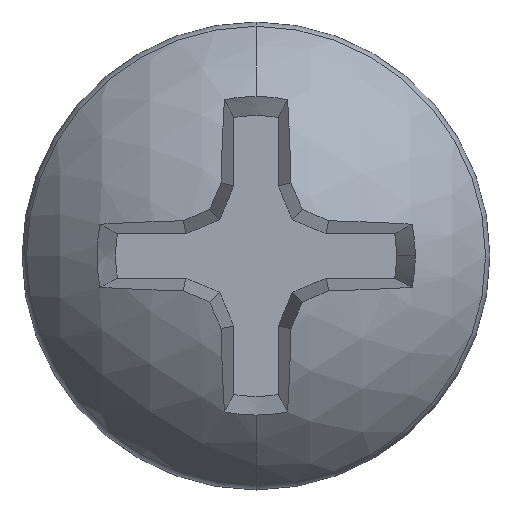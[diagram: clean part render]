
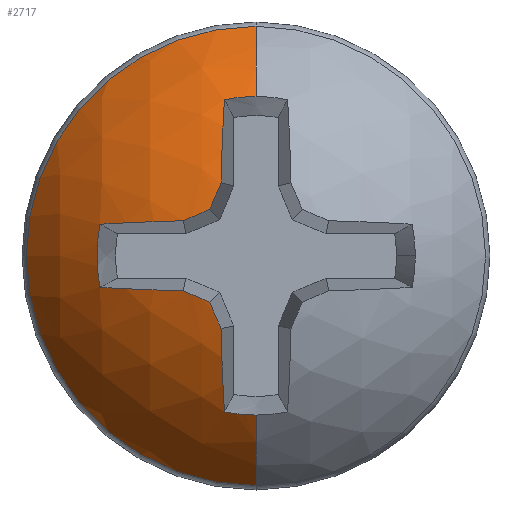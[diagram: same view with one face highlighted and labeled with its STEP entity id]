
A CAD part, top view. The second image highlights one B-rep face of the part: STEP entity #2717.
In plain terms, the highlighted spherical face has radius 1.51 mm.
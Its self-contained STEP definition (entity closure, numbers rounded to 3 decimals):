
#7 = CARTESIAN_POINT ( 'NONE',  ( -0.175, 0.867, 2.814 ) ) ;
#28 = CARTESIAN_POINT ( 'NONE',  ( -0.175, -0.867, 2.814 ) ) ;
#36 = CARTESIAN_POINT ( 'NONE',  ( 0., 0.068, 1.584 ) ) ;
#40 = CARTESIAN_POINT ( 'NONE',  ( -0.257, 0.257, 3.055 ) ) ;
#42 = CARTESIAN_POINT ( 'NONE',  ( 0., -0.068, 1.584 ) ) ;
#76 = CARTESIAN_POINT ( 'NONE',  ( -0.079, 0.191, 1.572 ) ) ;
#82 = VERTEX_POINT ( 'NONE', #3478 ) ;
#94 = AXIS2_PLACEMENT_3D ( 'NONE', #3515, #3231, #1548 ) ;
#107 = VERTEX_POINT ( 'NONE', #2114 ) ;
#147 = FACE_OUTER_BOUND ( 'NONE', #927, .T. ) ;
#174 = DIRECTION ( 'NONE',  ( -1., 0., 0. ) ) ;
#184 = AXIS2_PLACEMENT_3D ( 'NONE', #2821, #2783, #1709 ) ;
#214 = CARTESIAN_POINT ( 'NONE',  ( 0., 0., 2.814 ) ) ;
#223 = DIRECTION ( 'NONE',  ( 0., 0., 1. ) ) ;
#261 = CARTESIAN_POINT ( 'NONE',  ( 0., 0.885, 2.814 ) ) ;
#430 = EDGE_CURVE ( 'NONE', #2381, #2303, #2333, .T. ) ;
#435 = CARTESIAN_POINT ( 'NONE',  ( -0.404, 0.195, 3.032 ) ) ;
#473 = CIRCLE ( 'NONE', #3232, 0.885 ) ;
#478 = EDGE_CURVE ( 'NONE', #2303, #107, #1198, .T. ) ;
#530 = AXIS2_PLACEMENT_3D ( 'NONE', #3010, #3302, #2166 ) ;
#635 = CIRCLE ( 'NONE', #2049, 1.509 ) ;
#642 = VERTEX_POINT ( 'NONE', #1480 ) ;
#645 = CARTESIAN_POINT ( 'NONE',  ( -0.068, 0., 1.584 ) ) ;
#674 = CIRCLE ( 'NONE', #1653, 0.885 ) ;
#678 = CIRCLE ( 'NONE', #184, 1.51 ) ;
#710 = CARTESIAN_POINT ( 'NONE',  ( -0.404, -0.195, 3.032 ) ) ;
#763 = SPHERICAL_SURFACE ( 'NONE', #1350, 1.51 ) ;
#776 = VERTEX_POINT ( 'NONE', #28 ) ;
#851 = CIRCLE ( 'NONE', #530, 1.51 ) ;
#876 = DIRECTION ( 'NONE',  ( 0., -0.087, -0.996 ) ) ;
#895 = CIRCLE ( 'NONE', #2281, 1.509 ) ;
#927 = EDGE_LOOP ( 'NONE', ( #1302, #2872, #3265, #1622, #3009, #2888, #3025, #2656, #2834, #1842, #3553, #3269, #2510, #1264 ) ) ;
#942 = CIRCLE ( 'NONE', #94, 1.276 ) ;
#1047 = DIRECTION ( 'NONE',  ( 0., 1., 0. ) ) ;
#1051 = AXIS2_PLACEMENT_3D ( 'NONE', #76, #2904, #2619 ) ;
#1085 = EDGE_CURVE ( 'NONE', #3348, #3419, #2025, .T. ) ;
#1131 = CARTESIAN_POINT ( 'NONE',  ( -0.079, -0.191, 1.572 ) ) ;
#1154 = CARTESIAN_POINT ( 'NONE',  ( -0.191, 0.079, 1.572 ) ) ;
#1198 = CIRCLE ( 'NONE', #1951, 1.496 ) ;
#1205 = AXIS2_PLACEMENT_3D ( 'NONE', #2119, #223, #174 ) ;
#1229 = AXIS2_PLACEMENT_3D ( 'NONE', #1154, #3420, #3407 ) ;
#1264 = ORIENTED_EDGE ( 'NONE', *, *, #2387, .F. ) ;
#1296 = AXIS2_PLACEMENT_3D ( 'NONE', #645, #2551, #2539 ) ;
#1302 = ORIENTED_EDGE ( 'NONE', *, *, #2414, .F. ) ;
#1350 = AXIS2_PLACEMENT_3D ( 'NONE', #2148, #1603, #1047 ) ;
#1364 = EDGE_CURVE ( 'NONE', #3348, #2255, #678, .T. ) ;
#1385 = EDGE_CURVE ( 'NONE', #107, #776, #1416, .T. ) ;
#1416 = CIRCLE ( 'NONE', #1296, 1.509 ) ;
#1466 = EDGE_CURVE ( 'NONE', #82, #2381, #635, .T. ) ;
#1480 = CARTESIAN_POINT ( 'NONE',  ( 0., -0.885, 2.814 ) ) ;
#1548 = DIRECTION ( 'NONE',  ( 0., 1., 0. ) ) ;
#1584 = AXIS2_PLACEMENT_3D ( 'NONE', #36, #1718, #876 ) ;
#1599 = DIRECTION ( 'NONE',  ( 0., 0., 1. ) ) ;
#1603 = DIRECTION ( 'NONE',  ( 1., 0., 0. ) ) ;
#1622 = ORIENTED_EDGE ( 'NONE', *, *, #478, .F. ) ;
#1634 = CARTESIAN_POINT ( 'NONE',  ( 0., -1.276, 2.398 ) ) ;
#1653 = AXIS2_PLACEMENT_3D ( 'NONE', #1908, #1686, #2757 ) ;
#1686 = DIRECTION ( 'NONE',  ( 0., 0., 1. ) ) ;
#1709 = DIRECTION ( 'NONE',  ( 0., 0., 1. ) ) ;
#1718 = DIRECTION ( 'NONE',  ( 0., -0.996, 0.087 ) ) ;
#1746 = DIRECTION ( 'NONE',  ( 0., -0.087, 0.996 ) ) ;
#1782 = CARTESIAN_POINT ( 'NONE',  ( -0.867, 0.175, 2.814 ) ) ;
#1842 = ORIENTED_EDGE ( 'NONE', *, *, #2891, .F. ) ;
#1880 = DIRECTION ( 'NONE',  ( 0.996, 0., 0.087 ) ) ;
#1908 = CARTESIAN_POINT ( 'NONE',  ( 0., 0., 2.814 ) ) ;
#1951 = AXIS2_PLACEMENT_3D ( 'NONE', #2799, #3069, #3106 ) ;
#1956 = CIRCLE ( 'NONE', #1051, 1.496 ) ;
#1975 = VERTEX_POINT ( 'NONE', #1634 ) ;
#2025 = CIRCLE ( 'NONE', #1205, 0.885 ) ;
#2049 = AXIS2_PLACEMENT_3D ( 'NONE', #42, #3433, #1746 ) ;
#2114 = CARTESIAN_POINT ( 'NONE',  ( -0.195, -0.404, 3.032 ) ) ;
#2119 = CARTESIAN_POINT ( 'NONE',  ( 0., 0., 2.814 ) ) ;
#2148 = CARTESIAN_POINT ( 'NONE',  ( 0., 0., 1.59 ) ) ;
#2166 = DIRECTION ( 'NONE',  ( 0., 1., 0. ) ) ;
#2255 = VERTEX_POINT ( 'NONE', #3505 ) ;
#2274 = AXIS2_PLACEMENT_3D ( 'NONE', #1131, #3093, #3096 ) ;
#2281 = AXIS2_PLACEMENT_3D ( 'NONE', #3570, #1880, #3029 ) ;
#2303 = VERTEX_POINT ( 'NONE', #2634 ) ;
#2333 = CIRCLE ( 'NONE', #2274, 1.496 ) ;
#2350 = VERTEX_POINT ( 'NONE', #435 ) ;
#2381 = VERTEX_POINT ( 'NONE', #710 ) ;
#2387 = EDGE_CURVE ( 'NONE', #1975, #2255, #942, .T. ) ;
#2414 = EDGE_CURVE ( 'NONE', #642, #1975, #851, .T. ) ;
#2445 = DIRECTION ( 'NONE',  ( -1., 0., 0. ) ) ;
#2510 = ORIENTED_EDGE ( 'NONE', *, *, #1364, .T. ) ;
#2539 = DIRECTION ( 'NONE',  ( 0.087, 0., -0.996 ) ) ;
#2551 = DIRECTION ( 'NONE',  ( 0.996, 0., 0.087 ) ) ;
#2619 = DIRECTION ( 'NONE',  ( 0.924, 0.383, 0. ) ) ;
#2634 = CARTESIAN_POINT ( 'NONE',  ( -0.257, -0.257, 3.055 ) ) ;
#2656 = ORIENTED_EDGE ( 'NONE', *, *, #3488, .F. ) ;
#2700 = EDGE_CURVE ( 'NONE', #3419, #3165, #895, .T. ) ;
#2717 = ADVANCED_FACE ( 'NONE', ( #147 ), #763, .T. ) ;
#2757 = DIRECTION ( 'NONE',  ( -1., 0., 0. ) ) ;
#2777 = EDGE_CURVE ( 'NONE', #3145, #82, #674, .T. ) ;
#2783 = DIRECTION ( 'NONE',  ( -1., 0., 0. ) ) ;
#2796 = CIRCLE ( 'NONE', #1584, 1.509 ) ;
#2799 = CARTESIAN_POINT ( 'NONE',  ( -0.191, -0.079, 1.572 ) ) ;
#2821 = CARTESIAN_POINT ( 'NONE',  ( 0., 0., 1.59 ) ) ;
#2834 = ORIENTED_EDGE ( 'NONE', *, *, #3107, .F. ) ;
#2872 = ORIENTED_EDGE ( 'NONE', *, *, #3245, .F. ) ;
#2877 = CARTESIAN_POINT ( 'NONE',  ( -0.195, 0.404, 3.032 ) ) ;
#2888 = ORIENTED_EDGE ( 'NONE', *, *, #1466, .F. ) ;
#2891 = EDGE_CURVE ( 'NONE', #3165, #3049, #3518, .T. ) ;
#2904 = DIRECTION ( 'NONE',  ( 0.381, -0.92, 0.087 ) ) ;
#3009 = ORIENTED_EDGE ( 'NONE', *, *, #430, .F. ) ;
#3010 = CARTESIAN_POINT ( 'NONE',  ( 0., 0., 1.59 ) ) ;
#3025 = ORIENTED_EDGE ( 'NONE', *, *, #2777, .F. ) ;
#3029 = DIRECTION ( 'NONE',  ( 0.087, 0., -0.996 ) ) ;
#3049 = VERTEX_POINT ( 'NONE', #40 ) ;
#3069 = DIRECTION ( 'NONE',  ( 0.92, 0.381, 0.087 ) ) ;
#3093 = DIRECTION ( 'NONE',  ( 0.381, 0.92, 0.087 ) ) ;
#3096 = DIRECTION ( 'NONE',  ( -0.924, 0.383, 0. ) ) ;
#3106 = DIRECTION ( 'NONE',  ( -0.383, 0.924, 0. ) ) ;
#3107 = EDGE_CURVE ( 'NONE', #3049, #2350, #1956, .T. ) ;
#3145 = VERTEX_POINT ( 'NONE', #1782 ) ;
#3165 = VERTEX_POINT ( 'NONE', #2877 ) ;
#3231 = DIRECTION ( 'NONE',  ( 0., 0., -1. ) ) ;
#3232 = AXIS2_PLACEMENT_3D ( 'NONE', #214, #1599, #2445 ) ;
#3245 = EDGE_CURVE ( 'NONE', #776, #642, #473, .T. ) ;
#3265 = ORIENTED_EDGE ( 'NONE', *, *, #1385, .F. ) ;
#3269 = ORIENTED_EDGE ( 'NONE', *, *, #1085, .F. ) ;
#3302 = DIRECTION ( 'NONE',  ( 1., 0., 0. ) ) ;
#3348 = VERTEX_POINT ( 'NONE', #261 ) ;
#3407 = DIRECTION ( 'NONE',  ( 0.383, 0.924, 0. ) ) ;
#3419 = VERTEX_POINT ( 'NONE', #7 ) ;
#3420 = DIRECTION ( 'NONE',  ( 0.92, -0.381, 0.087 ) ) ;
#3433 = DIRECTION ( 'NONE',  ( 0., 0.996, 0.087 ) ) ;
#3478 = CARTESIAN_POINT ( 'NONE',  ( -0.867, -0.175, 2.814 ) ) ;
#3488 = EDGE_CURVE ( 'NONE', #2350, #3145, #2796, .T. ) ;
#3505 = CARTESIAN_POINT ( 'NONE',  ( 0., 1.276, 2.398 ) ) ;
#3515 = CARTESIAN_POINT ( 'NONE',  ( 0., 0., 2.398 ) ) ;
#3518 = CIRCLE ( 'NONE', #1229, 1.496 ) ;
#3553 = ORIENTED_EDGE ( 'NONE', *, *, #2700, .F. ) ;
#3570 = CARTESIAN_POINT ( 'NONE',  ( -0.068, 0., 1.584 ) ) ;
